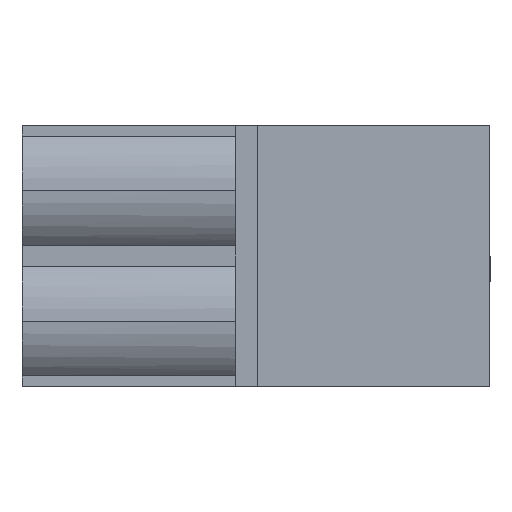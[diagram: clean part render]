
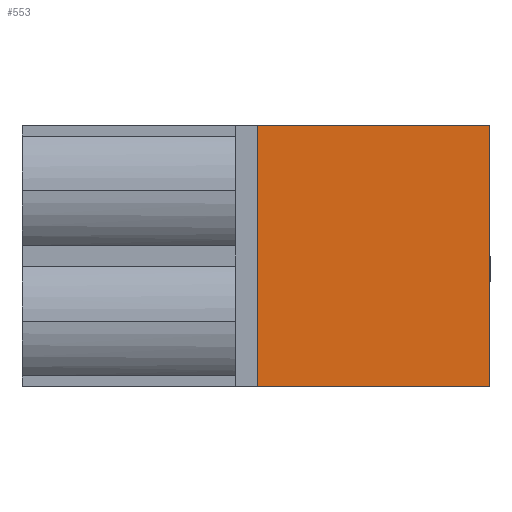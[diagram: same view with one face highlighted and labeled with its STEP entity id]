
A CAD part, front view. The second image highlights one B-rep face of the part: STEP entity #553.
In plain terms, the highlighted planar face has unit normal (0, -1, 0).
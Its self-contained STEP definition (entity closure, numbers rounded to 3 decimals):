
#553=ADVANCED_FACE('',(#1166),#1167,.T.);
#1166=FACE_OUTER_BOUND('',#1818,.T.);
#1167=PLANE('',#1819);
#1818=EDGE_LOOP('',(#3447,#3448,#3449,#3450));
#1819=AXIS2_PLACEMENT_3D('',#3451,#3452,#3453);
#3447=ORIENTED_EDGE('',*,*,#4007,.T.);
#3448=ORIENTED_EDGE('',*,*,#4336,.T.);
#3449=ORIENTED_EDGE('',*,*,#3922,.F.);
#3450=ORIENTED_EDGE('',*,*,#4062,.F.);
#3451=CARTESIAN_POINT('',(0.87,-1.73,-2.54));
#3452=DIRECTION('',(0.0,-1.0,0.0));
#3453=DIRECTION('',(0.0,0.0,-1.0));
#3922=EDGE_CURVE('',#4706,#4707,#4708,.T.);
#4007=EDGE_CURVE('',#4841,#4839,#4842,.T.);
#4062=EDGE_CURVE('',#4841,#4706,#4924,.T.);
#4336=EDGE_CURVE('',#4839,#4707,#5330,.T.);
#4706=VERTEX_POINT('',#5837);
#4707=VERTEX_POINT('',#5838);
#4708=LINE('',#5839,#5840);
#4839=VERTEX_POINT('',#6028);
#4841=VERTEX_POINT('',#6031);
#4842=LINE('',#6032,#6033);
#4924=LINE('',#6194,#6195);
#5330=LINE('',#6733,#6734);
#5837=CARTESIAN_POINT('',(9.9,-1.73,0.0));
#5838=CARTESIAN_POINT('',(9.9,-1.73,-10.16));
#5839=CARTESIAN_POINT('',(9.9,-1.73,-2.62));
#5840=VECTOR('',#7450,1.0);
#6028=CARTESIAN_POINT('',(0.87,-1.73,-10.16));
#6031=CARTESIAN_POINT('',(0.87,-1.73,0.0));
#6032=CARTESIAN_POINT('',(0.87,-1.73,-2.62));
#6033=VECTOR('',#7536,1.0);
#6194=CARTESIAN_POINT('',(-48.627,-1.73,0.0));
#6195=VECTOR('',#7589,1.0);
#6733=CARTESIAN_POINT('',(-48.627,-1.73,-10.16));
#6734=VECTOR('',#7941,1.0);
#7450=DIRECTION('',(0.0,0.0,-1.0));
#7536=DIRECTION('',(0.0,0.0,-1.0));
#7589=DIRECTION('',(1.0,0.0,0.0));
#7941=DIRECTION('',(1.0,0.0,0.0));
